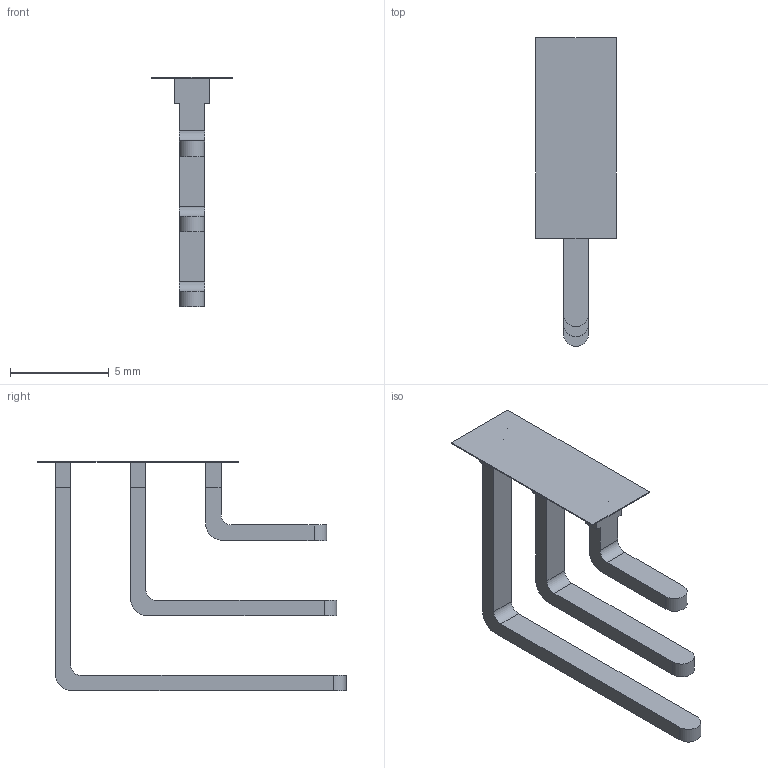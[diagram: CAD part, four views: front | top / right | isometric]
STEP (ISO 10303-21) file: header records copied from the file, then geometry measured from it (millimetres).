
FILE_DESCRIPTION(/* description */ (''),/* implementation_level */ '2;1');
FILE_NAME(/* name */ '_M2B15A40term.ipt.step',/* time_stamp */ '2015-01-02T19:21:57-08:00',/* author */ ('Philip'),/* organization */ (''),/* preprocessor_version */ 'ST-DEVELOPER v15.6',/* originating_system */ 'Autodesk Inventor 2015',/* authorisation */ '');
FILE_SCHEMA (('AUTOMOTIVE_DESIGN { 1 0 10303 214 3 1 1 }'));
Length unit declared in the file: inch
Products named in the file (1): _M2B15A40term
Bounding box: 4.06 x 15.62 x 11.65 mm (x, y, z)
Volume: 55.1 mm3; surface area: 297.9 mm2
Topology: 1 solids, 1 shells, 45 faces, 120 edges, 80 vertices
Faces by surface type: plane 36, cylinder 9
Entity records: 1425 total; most frequent: CARTESIAN_POINT 246, ORIENTED_EDGE 240, DIRECTION 230, EDGE_CURVE 120, LINE 102, VECTOR 102, VERTEX_POINT 80, AXIS2_PLACEMENT_3D 64
